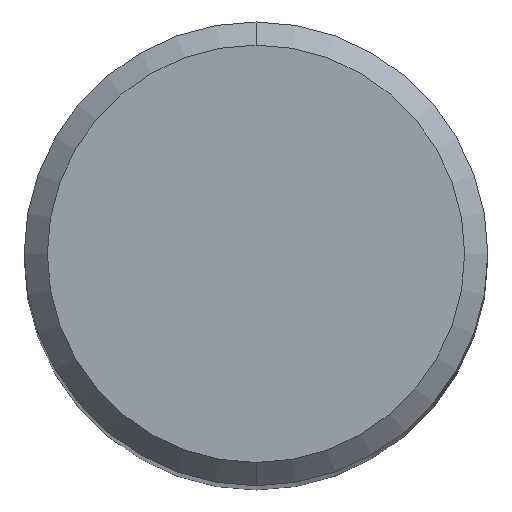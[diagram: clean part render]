
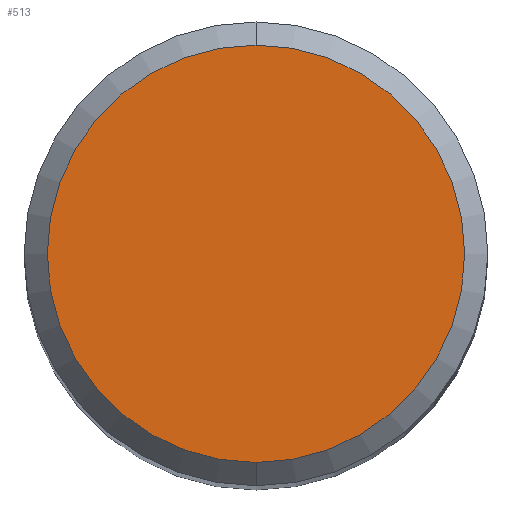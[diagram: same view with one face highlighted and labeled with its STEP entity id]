
A CAD part, top view. The second image highlights one B-rep face of the part: STEP entity #513.
In plain terms, the highlighted planar face has unit normal (0, 0, 1).
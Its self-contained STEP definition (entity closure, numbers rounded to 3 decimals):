
#361=VERTEX_POINT('',#963);
#513=ADVANCED_FACE('',(#1127),#1128,.T.);
#641=EDGE_CURVE('',#361,#805,#1267,.T.);
#745=EDGE_CURVE('',#805,#361,#1382,.T.);
#805=VERTEX_POINT('',#1448);
#963=CARTESIAN_POINT('',(0.0,4.5,0.0));
#1127=FACE_OUTER_BOUND('',#2426,.T.);
#1128=PLANE('',#2427);
#1267=CIRCLE('',#3843,4.5);
#1382=CIRCLE('',#5323,4.5);
#1448=CARTESIAN_POINT('',(0.,-4.5,0.0));
#2426=EDGE_LOOP('',(#7967,#7968));
#2427=AXIS2_PLACEMENT_3D('',#7969,#7970,#7971);
#3843=AXIS2_PLACEMENT_3D('',#8108,#8109,#8110);
#5323=AXIS2_PLACEMENT_3D('',#8257,#8258,#8259);
#7967=ORIENTED_EDGE('',*,*,#641,.F.);
#7968=ORIENTED_EDGE('',*,*,#745,.F.);
#7969=CARTESIAN_POINT('',(0.0,2.25,0.0));
#7970=DIRECTION('',(-0.0,0.0,1.0));
#7971=DIRECTION('',(0.0,-1.0,0.0));
#8108=CARTESIAN_POINT('',(0.0,0.0,0.0));
#8109=DIRECTION('',(0.0,0.0,-1.0));
#8110=DIRECTION('',(0.0,1.0,0.0));
#8257=CARTESIAN_POINT('',(0.0,0.0,0.0));
#8258=DIRECTION('',(0.0,0.0,-1.0));
#8259=DIRECTION('',(0.0,1.0,0.0));
